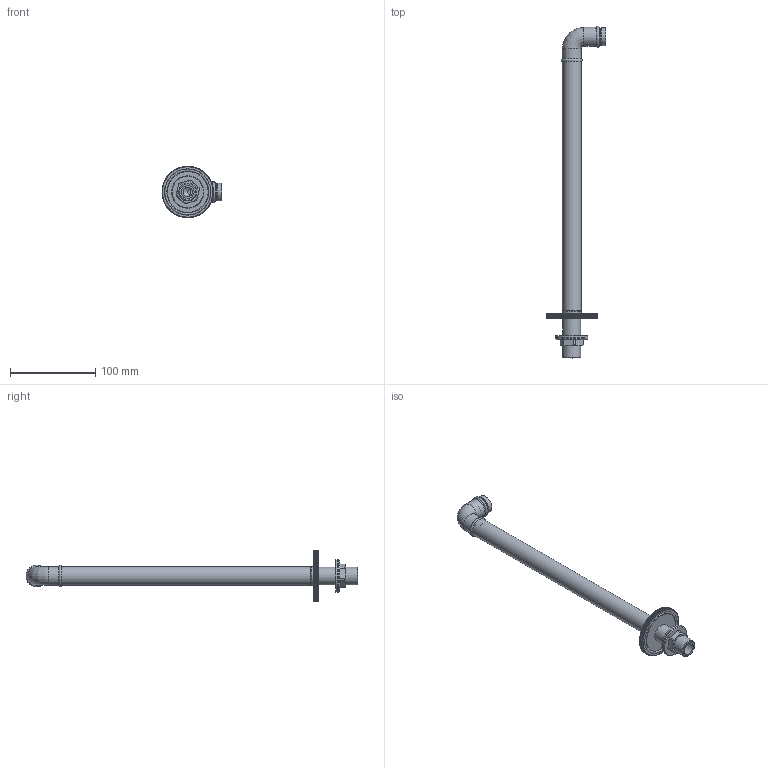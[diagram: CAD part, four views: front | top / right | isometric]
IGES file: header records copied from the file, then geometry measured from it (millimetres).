
Global section: file name: AGM76.A011 - PRI684 - Shower Arm; native system: Autodesk Inventor 2016; preprocessor: unknown; author: Angelo; date: 20190508.120533; units: millimetre
Bounding box: 70 x 388.5 x 60 mm (x, y, z)
Volume: 73890.1 mm3; surface area: 69827.8 mm2
Topology: 8 solids, 8 shells, 3734 faces, 8110 edges, 4409 vertices
Faces by surface type: bspline 2881, cylinder 743, plane 52, revolution 40, cone 18
Full cylindrical faces by diameter (mm): 18 x2, 18.5 x2, 19.99 x1, 20 x3, 20.955 x2, 22 x4, 38 x2, 47.8 x1
